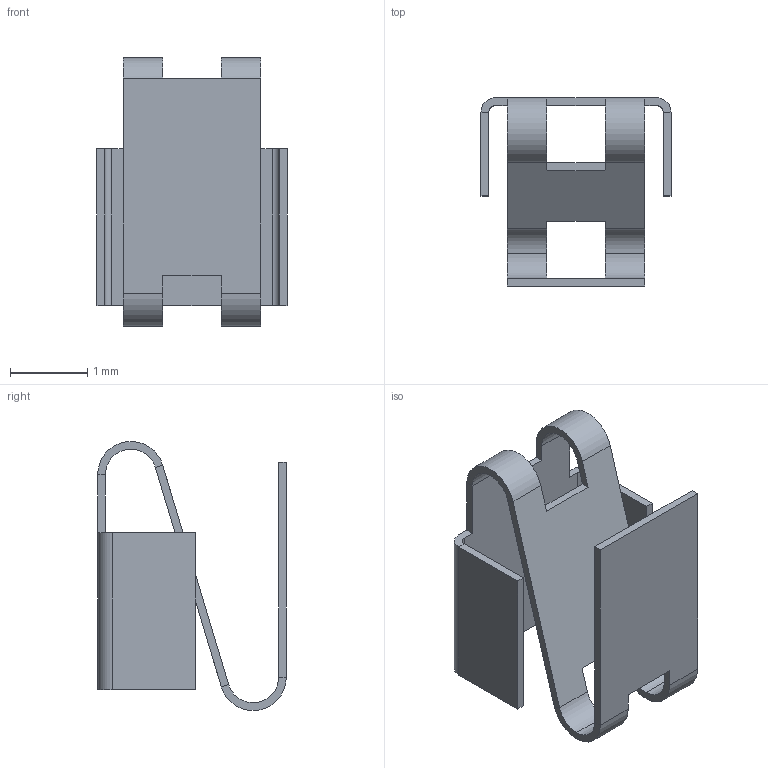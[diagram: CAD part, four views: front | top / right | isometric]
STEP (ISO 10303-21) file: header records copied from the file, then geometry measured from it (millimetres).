
FILE_DESCRIPTION (( 'STEP AP214' ), '1' );
FILE_NAME ('bmi-c-001.STEP', '2020-06-19T17:33:21', ( '' ), ( '' ), 'SwSTEP 2.0', 'SolidWorks 2018', '' );
FILE_SCHEMA (( 'AUTOMOTIVE_DESIGN' ));
Length unit declared in the file: millimetre
Products named in the file (1): bmi-c-001
Bounding box: 2.46 x 2.44 x 3.48 mm (x, y, z)
Volume: 2.2 mm3; surface area: 48.8 mm2
Topology: 1 solids, 1 shells, 54 faces, 144 edges, 88 vertices
Faces by surface type: plane 38, cylinder 16
Entity records: 1690 total; most frequent: ORIENTED_EDGE 288, CARTESIAN_POINT 287, DIRECTION 286, EDGE_CURVE 144, LINE 112, VECTOR 112, VERTEX_POINT 88, AXIS2_PLACEMENT_3D 87
